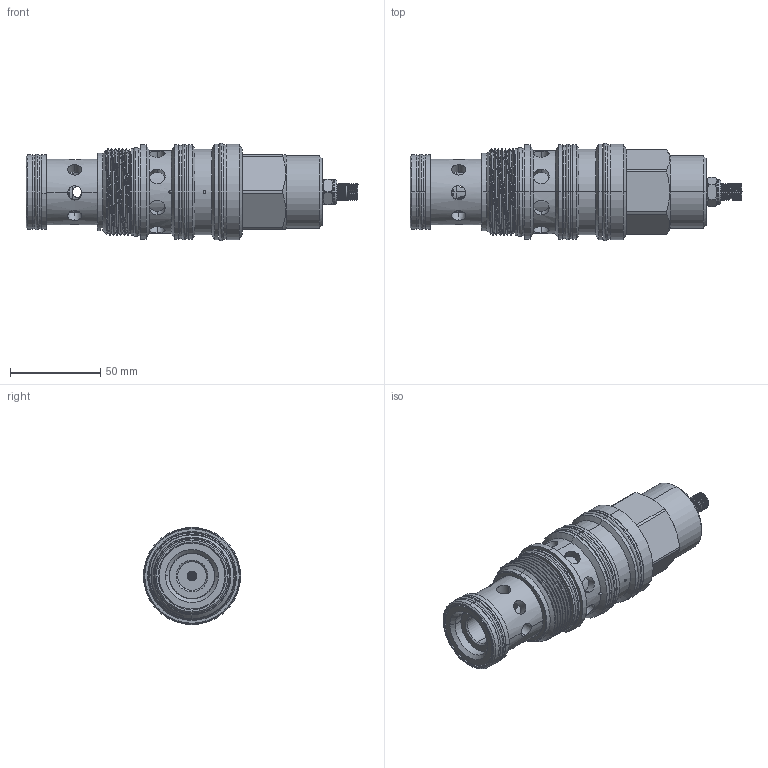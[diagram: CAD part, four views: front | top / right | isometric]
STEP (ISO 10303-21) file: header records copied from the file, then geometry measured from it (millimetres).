
FILE_DESCRIPTION (( 'STEP AP203' ), '1' );
FILE_NAME ('PV24A40(43)(45)-L.STEP', '2020-03-23T05:46:51', ( '' ), ( '' ), 'SwSTEP 2.0', 'SolidWorks 2018', '' );
FILE_SCHEMA (( 'CONFIG_CONTROL_DESIGN' ));
Length unit declared in the file: millimetre
Products named in the file (1): PV24A40(43)(45)-L
Bounding box: 184.07 x 53.84 x 53.84 mm (x, y, z)
Volume: 206980.4 mm3; surface area: 77276.9 mm2
Topology: 17 solids, 17 shells, 1072 faces, 2825 edges, 1793 vertices
Faces by surface type: cylinder 758, plane 137, cone 92, torus 72, bspline 9, sphere 4
Entity records: 69236 total; most frequent: CARTESIAN_POINT 43496, ORIENTED_EDGE 5642, DIRECTION 4580, EDGE_CURVE 2821, AXIS2_PLACEMENT_3D 1838, VERTEX_POINT 1793, EDGE_LOOP 1584, FACE_OUTER_BOUND 1072
